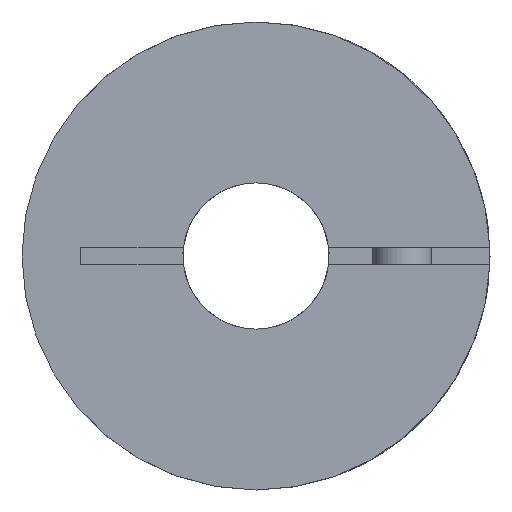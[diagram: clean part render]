
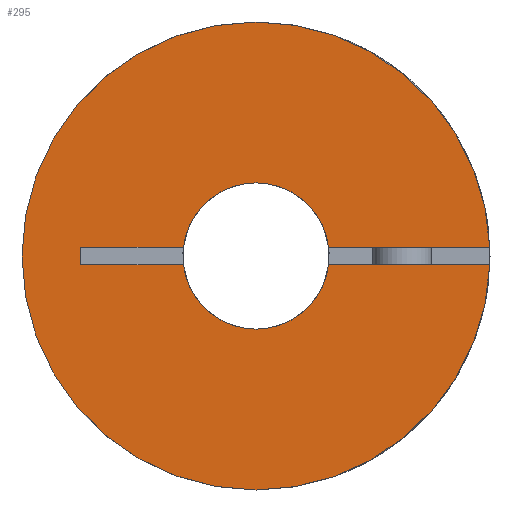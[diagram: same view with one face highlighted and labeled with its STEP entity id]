
A CAD part, left-side view. The second image highlights one B-rep face of the part: STEP entity #295.
In plain terms, the highlighted planar face has unit normal (-1, 0, 0).
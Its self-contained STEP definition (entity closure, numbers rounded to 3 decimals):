
#295=ADVANCED_FACE('NONE',(#653),#654,.T.);
#653=FACE_OUTER_BOUND('',#1077,.T.);
#654=PLANE('',#1078);
#1077=EDGE_LOOP('',(#1882,#1883,#1884,#1885,#1886,#1887,#1888,#1889,#1890,#1891,#1892,#1893));
#1078=AXIS2_PLACEMENT_3D('',#1894,#1895,#1896);
#1882=ORIENTED_EDGE('',*,*,#2445,.T.);
#1883=ORIENTED_EDGE('',*,*,#2463,.T.);
#1884=ORIENTED_EDGE('',*,*,#2478,.F.);
#1885=ORIENTED_EDGE('',*,*,#2649,.T.);
#1886=ORIENTED_EDGE('',*,*,#2691,.T.);
#1887=ORIENTED_EDGE('',*,*,#2643,.T.);
#1888=ORIENTED_EDGE('',*,*,#2487,.F.);
#1889=ORIENTED_EDGE('',*,*,#2456,.T.);
#1890=ORIENTED_EDGE('',*,*,#2454,.T.);
#1891=ORIENTED_EDGE('',*,*,#2698,.F.);
#1892=ORIENTED_EDGE('',*,*,#2699,.F.);
#1893=ORIENTED_EDGE('',*,*,#2695,.F.);
#1894=CARTESIAN_POINT('',(0.,-16.0,0.0));
#1895=DIRECTION('',(-1.0,0.0,0.0));
#1896=DIRECTION('',(0.0,0.0,-1.0));
#2445=EDGE_CURVE('',#2906,#2903,#2907,.T.);
#2454=EDGE_CURVE('',#2913,#2921,#2923,.T.);
#2456=EDGE_CURVE('',#2925,#2913,#2926,.T.);
#2463=EDGE_CURVE('',#2903,#2934,#2936,.T.);
#2478=EDGE_CURVE('NONE',#2957,#2934,#2959,.T.);
#2487=EDGE_CURVE('NONE',#2925,#2973,#2974,.T.);
#2643=EDGE_CURVE('NONE',#3216,#2973,#3217,.T.);
#2649=EDGE_CURVE('NONE',#2957,#3224,#3226,.T.);
#2691=EDGE_CURVE('NONE',#3224,#3216,#3281,.T.);
#2695=EDGE_CURVE('NONE',#2906,#3286,#3287,.T.);
#2698=EDGE_CURVE('NONE',#3290,#2921,#3291,.T.);
#2699=EDGE_CURVE('NONE',#3286,#3290,#3292,.T.);
#2903=VERTEX_POINT('',#3527);
#2906=VERTEX_POINT('',#3531);
#2907=CIRCLE('',#3532,5.0);
#2913=VERTEX_POINT('',#3539);
#2921=VERTEX_POINT('',#3549);
#2923=CIRCLE('',#3552,5.0);
#2925=VERTEX_POINT('',#3554);
#2926=CIRCLE('',#3555,5.0);
#2934=VERTEX_POINT('',#3564);
#2936=CIRCLE('',#3567,5.0);
#2957=VERTEX_POINT('NONE',#3591);
#2959=LINE('',#3594,#3595);
#2973=VERTEX_POINT('NONE',#3611);
#2974=LINE('',#3612,#3613);
#3216=VERTEX_POINT('NONE',#3955);
#3217=CIRCLE('',#3956,16.0);
#3224=VERTEX_POINT('NONE',#4016);
#3226=CIRCLE('',#4019,16.0);
#3281=CIRCLE('',#4208,16.0);
#3286=VERTEX_POINT('NONE',#4214);
#3287=LINE('',#4215,#4216);
#3290=VERTEX_POINT('NONE',#4220);
#3291=LINE('',#4221,#4222);
#3292=LINE('',#4223,#4224);
#3527=CARTESIAN_POINT('',(0.0,0.,5.0));
#3531=CARTESIAN_POINT('',(0.0,4.964,0.6));
#3532=AXIS2_PLACEMENT_3D('',#4525,#4526,#4527);
#3539=CARTESIAN_POINT('',(0.0,0.,-5.0));
#3549=CARTESIAN_POINT('',(0.0,4.964,-0.6));
#3552=AXIS2_PLACEMENT_3D('',#4541,#4542,#4543);
#3554=CARTESIAN_POINT('',(0.0,-4.964,-0.6));
#3555=AXIS2_PLACEMENT_3D('',#4544,#4545,#4546);
#3564=CARTESIAN_POINT('',(0.0,-4.964,0.6));
#3567=AXIS2_PLACEMENT_3D('',#4558,#4559,#4560);
#3591=CARTESIAN_POINT('',(0.0,-15.989,0.6));
#3594=CARTESIAN_POINT('',(0.0,-20.0,0.6));
#3595=VECTOR('',#4586,1000.0);
#3611=CARTESIAN_POINT('',(0.0,-15.989,-0.6));
#3612=CARTESIAN_POINT('',(0.0,-20.0,-0.6));
#3613=VECTOR('',#4601,1000.0);
#3955=CARTESIAN_POINT('',(0.,0.0,-16.0));
#3956=AXIS2_PLACEMENT_3D('',#4901,#4902,#4903);
#4016=CARTESIAN_POINT('',(0.,0.,16.0));
#4019=AXIS2_PLACEMENT_3D('',#4906,#4907,#4908);
#4208=AXIS2_PLACEMENT_3D('',#4967,#4968,#4969);
#4214=CARTESIAN_POINT('',(0.0,12.0,0.6));
#4215=CARTESIAN_POINT('',(0.0,-20.0,0.6));
#4216=VECTOR('',#4974,1000.0);
#4220=CARTESIAN_POINT('',(0.0,12.0,-0.6));
#4221=CARTESIAN_POINT('',(0.0,-20.0,-0.6));
#4222=VECTOR('',#4976,1000.0);
#4223=CARTESIAN_POINT('',(0.0,12.0,0.6));
#4224=VECTOR('',#4977,1000.0);
#4525=CARTESIAN_POINT('',(0.0,0.0,0.0));
#4526=DIRECTION('',(1.0,-0.0,0.0));
#4527=DIRECTION('',(0.0,0.0,-1.0));
#4541=CARTESIAN_POINT('',(0.0,0.0,0.0));
#4542=DIRECTION('',(1.0,-0.0,0.0));
#4543=DIRECTION('',(0.0,0.0,-1.0));
#4544=CARTESIAN_POINT('',(0.0,0.0,0.0));
#4545=DIRECTION('',(1.0,-0.0,0.0));
#4546=DIRECTION('',(0.0,0.0,-1.0));
#4558=CARTESIAN_POINT('',(0.0,0.0,0.0));
#4559=DIRECTION('',(1.0,-0.0,0.0));
#4560=DIRECTION('',(0.0,0.0,-1.0));
#4586=DIRECTION('',(0.0,1.0,0.));
#4601=DIRECTION('',(0.0,-1.0,0.));
#4901=CARTESIAN_POINT('',(0.,0.0,0.0));
#4902=DIRECTION('',(-1.0,-0.0,-0.0));
#4903=DIRECTION('',(0.0,0.0,-1.0));
#4906=CARTESIAN_POINT('',(0.,0.0,0.0));
#4907=DIRECTION('',(-1.0,-0.0,-0.0));
#4908=DIRECTION('',(0.0,0.0,-1.0));
#4967=CARTESIAN_POINT('',(0.,0.0,0.0));
#4968=DIRECTION('',(-1.0,-0.0,-0.0));
#4969=DIRECTION('',(0.0,0.0,-1.0));
#4974=DIRECTION('',(0.0,1.0,0.));
#4976=DIRECTION('',(0.0,-1.0,0.));
#4977=DIRECTION('',(0.0,-0.0,-1.0));
